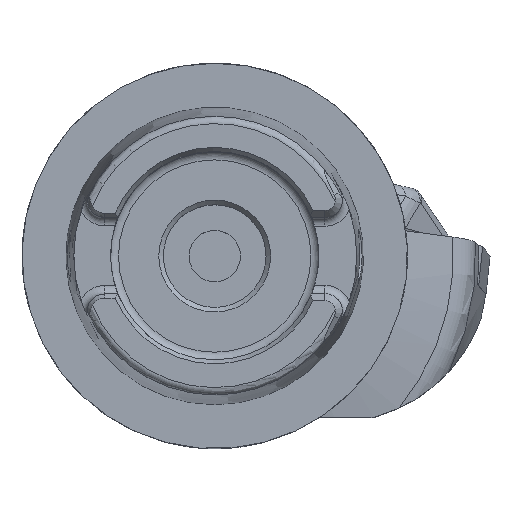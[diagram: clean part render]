
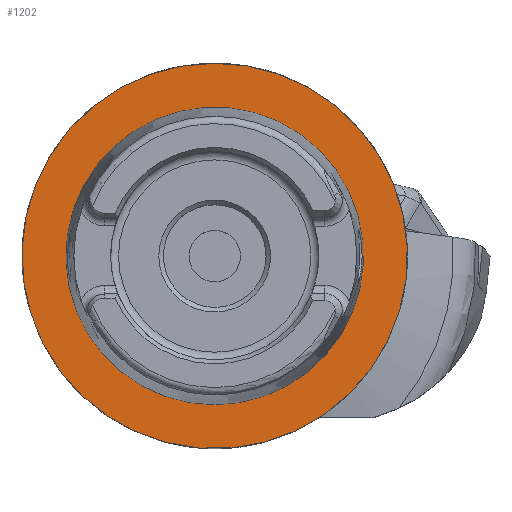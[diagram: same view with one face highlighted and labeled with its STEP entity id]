
A CAD part, top view. The second image highlights one B-rep face of the part: STEP entity #1202.
In plain terms, the highlighted planar face has unit normal (0, 0, 1).
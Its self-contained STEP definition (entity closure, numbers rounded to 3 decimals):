
#879 = EDGE_CURVE ( 'NONE', #2373, #2373, #2634, .T. ) ;
#999 = EDGE_CURVE ( 'NONE', #2387, #2387, #2692, .T. ) ;
#1202 = ADVANCED_FACE ( 'NONE', ( #5873, #5879 ), #5880, .T. ) ;
#1985 = AXIS2_PLACEMENT_3D ( 'NONE', #5877, #5875, #5882 ) ;
#2373 = VERTEX_POINT ( 'NONE', #2376 ) ;
#2376 = CARTESIAN_POINT ( 'NONE',  ( 0., -24.319, 0. ) ) ;
#2387 = VERTEX_POINT ( 'NONE', #2390 ) ;
#2390 = CARTESIAN_POINT ( 'NONE',  ( 0., 31.5, 0. ) ) ;
#2603 = AXIS2_PLACEMENT_3D ( 'NONE', #3842, #3840, #3839 ) ;
#2634 = CIRCLE ( 'NONE', #2733, 24.319 ) ;
#2692 = CIRCLE ( 'NONE', #2603, 31.5 ) ;
#2733 = AXIS2_PLACEMENT_3D ( 'NONE', #7159, #7160, #7161 ) ;
#3272 = EDGE_LOOP ( 'NONE', ( #3682 ) ) ;
#3282 = EDGE_LOOP ( 'NONE', ( #3402 ) ) ;
#3402 = ORIENTED_EDGE ( 'NONE', *, *, #999, .T. ) ;
#3682 = ORIENTED_EDGE ( 'NONE', *, *, #879, .F. ) ;
#3839 = DIRECTION ( 'NONE',  ( 0., 1., 0. ) ) ;
#3840 = DIRECTION ( 'NONE',  ( 0., 0., 1. ) ) ;
#3842 = CARTESIAN_POINT ( 'NONE',  ( 0., 0., 0. ) ) ;
#5873 = FACE_OUTER_BOUND ( 'NONE', #3282, .T. ) ;
#5875 = DIRECTION ( 'NONE',  ( 0., 0., 1. ) ) ;
#5877 = CARTESIAN_POINT ( 'NONE',  ( 0., 0., 0. ) ) ;
#5879 = FACE_BOUND ( 'NONE', #3272, .T. ) ;
#5880 = PLANE ( 'NONE',  #1985 ) ;
#5882 = DIRECTION ( 'NONE',  ( 0., -1., 0. ) ) ;
#7159 = CARTESIAN_POINT ( 'NONE',  ( 0., 0., 0. ) ) ;
#7160 = DIRECTION ( 'NONE',  ( 0., 0., 1. ) ) ;
#7161 = DIRECTION ( 'NONE',  ( 0., -1., 0. ) ) ;
